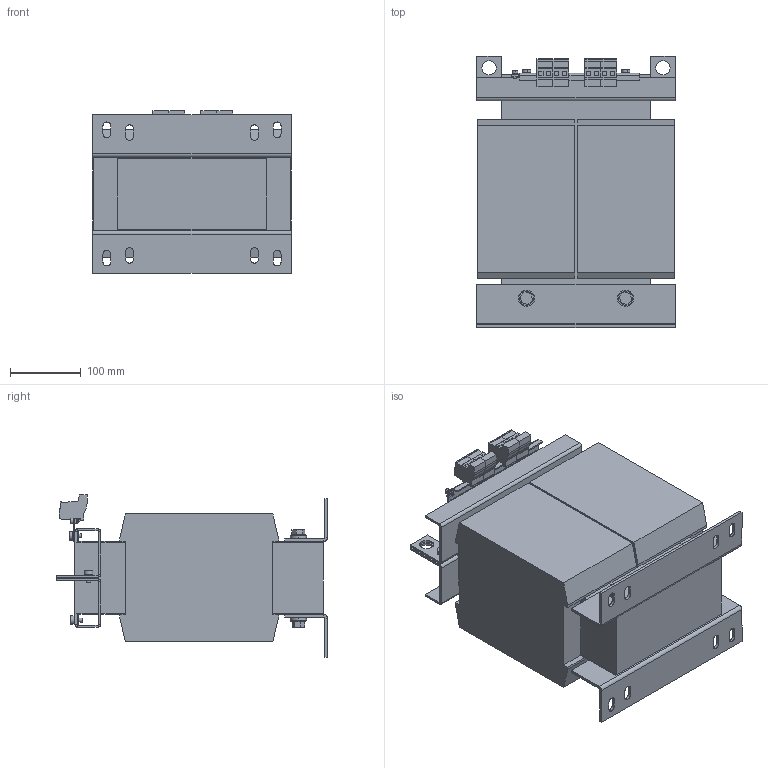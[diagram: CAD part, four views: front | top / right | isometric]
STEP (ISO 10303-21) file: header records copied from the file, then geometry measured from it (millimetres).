
FILE_DESCRIPTION (( 'STEP AP214' ), '1' );
FILE_NAME ('304839.STEP', '2020-10-08T05:04:17', ( '' ), ( '' ), 'SwSTEP 2.0', 'SolidWorks 2018', '' );
FILE_SCHEMA (( 'AUTOMOTIVE_DESIGN' ));
Length unit declared in the file: millimetre
Products named in the file (1): 304839
Bounding box: 280 x 382 x 228.55 mm (x, y, z)
Volume: 14127258.3 mm3; surface area: 637481.8 mm2
Topology: 1 solids, 1 shells, 607 faces, 1482 edges, 920 vertices
Faces by surface type: plane 443, cylinder 156, cone 4, torus 4
Entity records: 17672 total; most frequent: CARTESIAN_POINT 3114, DIRECTION 3004, ORIENTED_EDGE 2964, EDGE_CURVE 1482, VECTOR 1144, LINE 1144, AXIS2_PLACEMENT_3D 930, VERTEX_POINT 920
